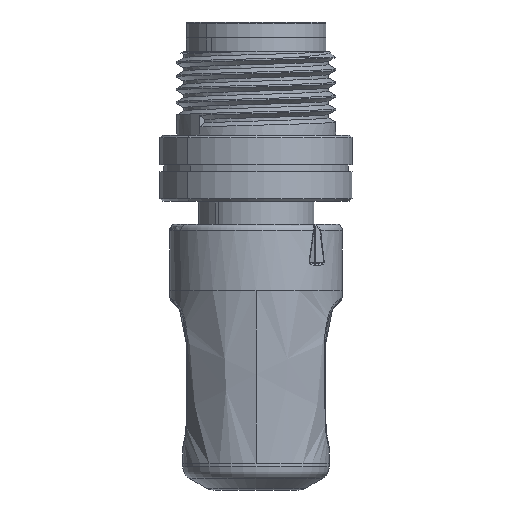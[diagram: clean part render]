
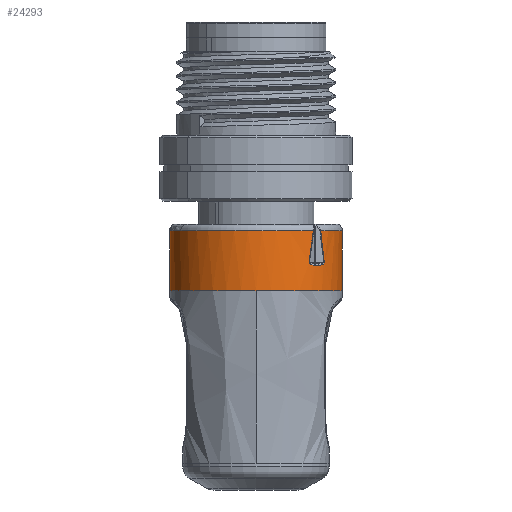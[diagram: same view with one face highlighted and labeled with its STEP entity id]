
A CAD part, left-side view. The second image highlights one B-rep face of the part: STEP entity #24293.
In plain terms, the highlighted cylindrical face has radius 6.5 mm (diameter 13 mm), a partial arc.
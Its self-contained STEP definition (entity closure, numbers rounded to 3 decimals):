
#471 = ORIENTED_EDGE ( 'NONE', *, *, #37729, .T. ) ;
#508 = CIRCLE ( 'NONE', #25782, 6.5 ) ;
#778 = CARTESIAN_POINT ( 'NONE',  ( 0.897, 4.916, -4.253 ) ) ;
#842 = VERTEX_POINT ( 'NONE', #31076 ) ;
#1315 = CARTESIAN_POINT ( 'NONE',  ( 5., 0., 0. ) ) ;
#1472 = DIRECTION ( 'NONE',  ( -1., 0., 0. ) ) ;
#1970 = CARTESIAN_POINT ( 'NONE',  ( 2.889, 5.133, -3.988 ) ) ;
#2107 = EDGE_CURVE ( 'NONE', #42235, #3406, #9032, .T. ) ;
#2267 = CARTESIAN_POINT ( 'NONE',  ( 0.5, 4.307, -4.868 ) ) ;
#2590 = CARTESIAN_POINT ( 'NONE',  ( 2.949, 3.997, -5.126 ) ) ;
#2733 = VERTEX_POINT ( 'NONE', #31863 ) ;
#3020 = CARTESIAN_POINT ( 'NONE',  ( 5., 6.5, 0. ) ) ;
#3406 = VERTEX_POINT ( 'NONE', #40543 ) ;
#3432 = DIRECTION ( 'NONE',  ( 0., 0., 1. ) ) ;
#3518 = ORIENTED_EDGE ( 'NONE', *, *, #22608, .T. ) ;
#5805 = AXIS2_PLACEMENT_3D ( 'NONE', #30625, #6200, #22929 ) ;
#6057 = CARTESIAN_POINT ( 'NONE',  ( 2.89, 3.987, -5.134 ) ) ;
#6200 = DIRECTION ( 'NONE',  ( 1., 0., 0. ) ) ;
#6912 = DIRECTION ( 'NONE',  ( 1., 0., 0. ) ) ;
#7621 = CARTESIAN_POINT ( 'NONE',  ( 2.949, 5.125, -3.998 ) ) ;
#7791 = CARTESIAN_POINT ( 'NONE',  ( 0.5, 4.864, -4.312 ) ) ;
#8221 = EDGE_CURVE ( 'NONE', #2733, #11448, #26802, .T. ) ;
#8335 = DIRECTION ( 'NONE',  ( -1., 0., 0. ) ) ;
#8404 = CARTESIAN_POINT ( 'NONE',  ( 1.293, 4.186, -4.973 ) ) ;
#8474 = EDGE_CURVE ( 'NONE', #11448, #42235, #14943, .T. ) ;
#8882 = CYLINDRICAL_SURFACE ( 'NONE', #35176, 6.5 ) ;
#9032 = B_SPLINE_CURVE_WITH_KNOTS ( 'NONE', 3,
 ( #42824, #11871, #35342, #35559, #778, #7791 ),
 .UNSPECIFIED., .F., .F.,
 ( 4, 2, 4 ),
 ( 0., 0.001, 0.002 ),
 .UNSPECIFIED. ) ;
#9176 = CARTESIAN_POINT ( 'NONE',  ( 3.044, 4.116, -5.031 ) ) ;
#9308 = CARTESIAN_POINT ( 'NONE',  ( 2.89, 3.987, -5.134 ) ) ;
#9449 = VERTEX_POINT ( 'NONE', #2267 ) ;
#9507 = VECTOR ( 'NONE', #31773, 1000. ) ;
#9626 = AXIS2_PLACEMENT_3D ( 'NONE', #1315, #8335, #16014 ) ;
#9638 = CARTESIAN_POINT ( 'NONE',  ( 3.093, 4.293, -4.882 ) ) ;
#10825 = CARTESIAN_POINT ( 'NONE',  ( 2.99, 5.099, -4.032 ) ) ;
#11290 = VERTEX_POINT ( 'NONE', #3020 ) ;
#11448 = VERTEX_POINT ( 'NONE', #28122 ) ;
#11479 = CARTESIAN_POINT ( 'NONE',  ( 2.92, 5.136, -3.984 ) ) ;
#11823 = CARTESIAN_POINT ( 'NONE',  ( 0.896, 4.246, -4.923 ) ) ;
#11871 = CARTESIAN_POINT ( 'NONE',  ( 2.489, 5.097, -4.034 ) ) ;
#11896 = CARTESIAN_POINT ( 'NONE',  ( 0., 0., 6.5 ) ) ;
#12065 = DIRECTION ( 'NONE',  ( 0., 0., 1. ) ) ;
#12204 = ORIENTED_EDGE ( 'NONE', *, *, #8221, .T. ) ;
#12653 = ORIENTED_EDGE ( 'NONE', *, *, #40994, .T. ) ;
#12885 = VERTEX_POINT ( 'NONE', #31534 ) ;
#12953 = ORIENTED_EDGE ( 'NONE', *, *, #8474, .T. ) ;
#14329 = DIRECTION ( 'NONE',  ( 1., 0., 0. ) ) ;
#14656 = CIRCLE ( 'NONE', #9626, 6.5 ) ;
#14852 = B_SPLINE_CURVE_WITH_KNOTS ( 'NONE', 3,
 ( #42773, #11823, #8404, #44105, #26484, #9308 ),
 .UNSPECIFIED., .F., .F.,
 ( 4, 2, 4 ),
 ( 0., 0.001, 0.002 ),
 .UNSPECIFIED. ) ;
#14943 = B_SPLINE_CURVE_WITH_KNOTS ( 'NONE', 3,
 ( #15090, #28644, #32029, #28429, #31583, #17582, #10825, #7621, #11479, #42216 ),
 .UNSPECIFIED., .F., .F.,
 ( 4, 2, 2, 2, 4 ),
 ( 0., 0., 0.001, 0.001, 0.001 ),
 .UNSPECIFIED. ) ;
#15090 = CARTESIAN_POINT ( 'NONE',  ( 3.1, 4.72, -4.469 ) ) ;
#15197 = CIRCLE ( 'NONE', #5805, 6.5 ) ;
#16014 = DIRECTION ( 'NONE',  ( 0., 0., 1. ) ) ;
#16405 = CARTESIAN_POINT ( 'NONE',  ( 2.991, 4.031, -5.099 ) ) ;
#17582 = CARTESIAN_POINT ( 'NONE',  ( 3.006, 5.082, -4.052 ) ) ;
#17916 = EDGE_CURVE ( 'NONE', #11290, #33664, #18858, .T. ) ;
#18048 = EDGE_CURVE ( 'NONE', #30495, #2733, #42376, .T. ) ;
#18663 = CARTESIAN_POINT ( 'NONE',  ( 5., 0., 0. ) ) ;
#18858 = CIRCLE ( 'NONE', #38312, 6.5 ) ;
#19762 = CARTESIAN_POINT ( 'NONE',  ( 3.1, 4.469, -4.72 ) ) ;
#21799 = ORIENTED_EDGE ( 'NONE', *, *, #26375, .T. ) ;
#22071 = ORIENTED_EDGE ( 'NONE', *, *, #17916, .T. ) ;
#22409 = ORIENTED_EDGE ( 'NONE', *, *, #2107, .T. ) ;
#22608 = EDGE_CURVE ( 'NONE', #3406, #842, #508, .T. ) ;
#22929 = DIRECTION ( 'NONE',  ( 0., 0., -1. ) ) ;
#23623 = CARTESIAN_POINT ( 'NONE',  ( 3.059, 4.16, -4.995 ) ) ;
#24293 = ADVANCED_FACE ( 'NONE', ( #39831 ), #8882, .T. ) ;
#24995 = DIRECTION ( 'NONE',  ( 0., 0., -1. ) ) ;
#25782 = AXIS2_PLACEMENT_3D ( 'NONE', #31549, #6912, #24995 ) ;
#26375 = EDGE_CURVE ( 'NONE', #9449, #30495, #14852, .T. ) ;
#26484 = CARTESIAN_POINT ( 'NONE',  ( 2.489, 4.03, -5.1 ) ) ;
#26802 = CIRCLE ( 'NONE', #37602, 6.5 ) ;
#26858 = VERTEX_POINT ( 'NONE', #34088 ) ;
#28122 = CARTESIAN_POINT ( 'NONE',  ( 3.1, 4.72, -4.469 ) ) ;
#28184 = LINE ( 'NONE', #37873, #9507 ) ;
#28429 = CARTESIAN_POINT ( 'NONE',  ( 3.059, 4.994, -4.161 ) ) ;
#28644 = CARTESIAN_POINT ( 'NONE',  ( 3.1, 4.802, -4.383 ) ) ;
#28669 = VECTOR ( 'NONE', #39425, 1000. ) ;
#28691 = EDGE_CURVE ( 'NONE', #33664, #12885, #28184, .T. ) ;
#29215 = DIRECTION ( 'NONE',  ( -1., 0., 0. ) ) ;
#29648 = ORIENTED_EDGE ( 'NONE', *, *, #28691, .T. ) ;
#30177 = CARTESIAN_POINT ( 'NONE',  ( 3.006, 4.052, -5.083 ) ) ;
#30495 = VERTEX_POINT ( 'NONE', #6057 ) ;
#30625 = CARTESIAN_POINT ( 'NONE',  ( 0.5, 0., 0. ) ) ;
#30697 = ORIENTED_EDGE ( 'NONE', *, *, #18048, .T. ) ;
#31076 = CARTESIAN_POINT ( 'NONE',  ( 0.5, 0., 6.5 ) ) ;
#31534 = CARTESIAN_POINT ( 'NONE',  ( 0.5, 0., -6.5 ) ) ;
#31549 = CARTESIAN_POINT ( 'NONE',  ( 0.5, 0., 0. ) ) ;
#31583 = CARTESIAN_POINT ( 'NONE',  ( 3.044, 5.031, -4.116 ) ) ;
#31773 = DIRECTION ( 'NONE',  ( -1., 0., 0. ) ) ;
#31863 = CARTESIAN_POINT ( 'NONE',  ( 3.1, 4.469, -4.72 ) ) ;
#31954 = CARTESIAN_POINT ( 'NONE',  ( 0., 0., 0. ) ) ;
#32029 = CARTESIAN_POINT ( 'NONE',  ( 3.093, 4.881, -4.294 ) ) ;
#32446 = DIRECTION ( 'NONE',  ( 0., 0., 1. ) ) ;
#33558 = CARTESIAN_POINT ( 'NONE',  ( 2.89, 3.987, -5.134 ) ) ;
#33664 = VERTEX_POINT ( 'NONE', #38666 ) ;
#34088 = CARTESIAN_POINT ( 'NONE',  ( 5., 0., 6.5 ) ) ;
#34616 = CARTESIAN_POINT ( 'NONE',  ( 3.1, 0., 0. ) ) ;
#35176 = AXIS2_PLACEMENT_3D ( 'NONE', #31954, #29215, #12065 ) ;
#35342 = CARTESIAN_POINT ( 'NONE',  ( 2.09, 5.057, -4.085 ) ) ;
#35559 = CARTESIAN_POINT ( 'NONE',  ( 1.294, 4.966, -4.194 ) ) ;
#35586 = LINE ( 'NONE', #11896, #28669 ) ;
#37602 = AXIS2_PLACEMENT_3D ( 'NONE', #34616, #14329, #3432 ) ;
#37729 = EDGE_CURVE ( 'NONE', #26858, #11290, #14656, .T. ) ;
#37738 = ORIENTED_EDGE ( 'NONE', *, *, #44444, .F. ) ;
#37873 = CARTESIAN_POINT ( 'NONE',  ( 0., 0., -6.5 ) ) ;
#38312 = AXIS2_PLACEMENT_3D ( 'NONE', #18663, #1472, #32446 ) ;
#38666 = CARTESIAN_POINT ( 'NONE',  ( 5., 0., -6.5 ) ) ;
#39425 = DIRECTION ( 'NONE',  ( -1., 0., 0. ) ) ;
#39831 = FACE_OUTER_BOUND ( 'NONE', #40700, .T. ) ;
#40116 = CARTESIAN_POINT ( 'NONE',  ( 2.92, 3.984, -5.136 ) ) ;
#40543 = CARTESIAN_POINT ( 'NONE',  ( 0.5, 4.864, -4.312 ) ) ;
#40700 = EDGE_LOOP ( 'NONE', ( #471, #22071, #29648, #12653, #21799, #30697, #12204, #12953, #22409, #3518, #37738 ) ) ;
#40994 = EDGE_CURVE ( 'NONE', #12885, #9449, #15197, .T. ) ;
#42216 = CARTESIAN_POINT ( 'NONE',  ( 2.889, 5.133, -3.988 ) ) ;
#42235 = VERTEX_POINT ( 'NONE', #1970 ) ;
#42376 = B_SPLINE_CURVE_WITH_KNOTS ( 'NONE', 3,
 ( #33558, #40116, #2590, #16405, #30177, #9176, #23623, #9638, #43976, #19762 ),
 .UNSPECIFIED., .F., .F.,
 ( 4, 2, 2, 2, 4 ),
 ( 0., 0., 0., 0., 0.001 ),
 .UNSPECIFIED. ) ;
#42773 = CARTESIAN_POINT ( 'NONE',  ( 0.5, 4.307, -4.868 ) ) ;
#42824 = CARTESIAN_POINT ( 'NONE',  ( 2.889, 5.133, -3.988 ) ) ;
#43976 = CARTESIAN_POINT ( 'NONE',  ( 3.1, 4.382, -4.802 ) ) ;
#44105 = CARTESIAN_POINT ( 'NONE',  ( 2.09, 4.079, -5.062 ) ) ;
#44444 = EDGE_CURVE ( 'NONE', #26858, #842, #35586, .T. ) ;
